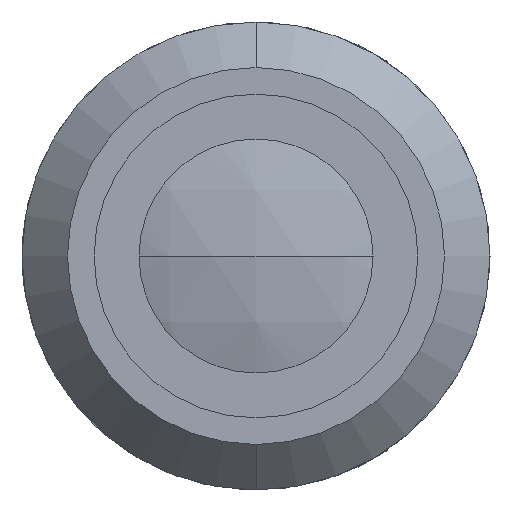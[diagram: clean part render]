
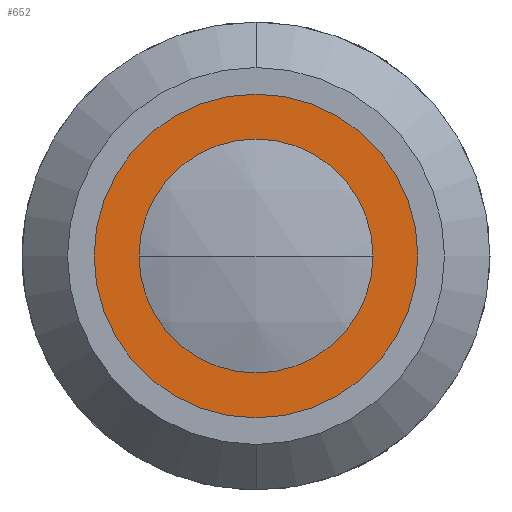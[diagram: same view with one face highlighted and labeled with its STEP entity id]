
A CAD part, left-side view. The second image highlights one B-rep face of the part: STEP entity #652.
In plain terms, the highlighted planar face has unit normal (-1, 0, 0).
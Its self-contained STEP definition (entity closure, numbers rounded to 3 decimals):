
#32 = DIRECTION ( 'NONE',  ( 0., 0., -1. ) ) ;
#34 = ORIENTED_EDGE ( 'NONE', *, *, #319, .F. ) ;
#60 = AXIS2_PLACEMENT_3D ( 'NONE', #3299, #2264, #4364 ) ;
#109 = AXIS2_PLACEMENT_3D ( 'NONE', #3890, #2764, #32 ) ;
#138 = DIRECTION ( 'NONE',  ( -1., 0., 0. ) ) ;
#213 = CARTESIAN_POINT ( 'NONE',  ( 3.5, 0., 0. ) ) ;
#319 = EDGE_CURVE ( 'NONE', #4074, #2473, #1437, .T. ) ;
#333 = DIRECTION ( 'NONE',  ( 0., 0., 1. ) ) ;
#564 = VERTEX_POINT ( 'NONE', #2238 ) ;
#631 = DIRECTION ( 'NONE',  ( 0., 0., 1. ) ) ;
#652 = ADVANCED_FACE ( 'NONE', ( #2137, #2409 ), #1771, .F. ) ;
#788 = EDGE_LOOP ( 'NONE', ( #2316, #34 ) ) ;
#799 = CIRCLE ( 'NONE', #2487, 13.2 ) ;
#825 = CARTESIAN_POINT ( 'NONE',  ( 3.5, 0., 0. ) ) ;
#855 = EDGE_CURVE ( 'NONE', #1577, #564, #799, .T. ) ;
#1263 = EDGE_LOOP ( 'NONE', ( #3925, #2144 ) ) ;
#1437 = CIRCLE ( 'NONE', #2480, 9. ) ;
#1577 = VERTEX_POINT ( 'NONE', #2956 ) ;
#1601 = CIRCLE ( 'NONE', #60, 13.2 ) ;
#1690 = EDGE_CURVE ( 'NONE', #564, #1577, #1601, .T. ) ;
#1771 = PLANE ( 'NONE',  #109 ) ;
#2137 = FACE_BOUND ( 'NONE', #788, .T. ) ;
#2144 = ORIENTED_EDGE ( 'NONE', *, *, #1690, .T. ) ;
#2238 = CARTESIAN_POINT ( 'NONE',  ( 3.5, 0., -13.2 ) ) ;
#2264 = DIRECTION ( 'NONE',  ( -1., 0., 0. ) ) ;
#2316 = ORIENTED_EDGE ( 'NONE', *, *, #3280, .F. ) ;
#2359 = DIRECTION ( 'NONE',  ( 0., 0., 1. ) ) ;
#2409 = FACE_OUTER_BOUND ( 'NONE', #1263, .T. ) ;
#2440 = DIRECTION ( 'NONE',  ( -1., 0., 0. ) ) ;
#2473 = VERTEX_POINT ( 'NONE', #3677 ) ;
#2480 = AXIS2_PLACEMENT_3D ( 'NONE', #825, #138, #631 ) ;
#2487 = AXIS2_PLACEMENT_3D ( 'NONE', #213, #3052, #2359 ) ;
#2764 = DIRECTION ( 'NONE',  ( 1., 0., 0. ) ) ;
#2882 = AXIS2_PLACEMENT_3D ( 'NONE', #4491, #2440, #333 ) ;
#2956 = CARTESIAN_POINT ( 'NONE',  ( 3.5, 0., 13.2 ) ) ;
#3052 = DIRECTION ( 'NONE',  ( -1., 0., 0. ) ) ;
#3098 = CIRCLE ( 'NONE', #2882, 9. ) ;
#3280 = EDGE_CURVE ( 'NONE', #2473, #4074, #3098, .T. ) ;
#3299 = CARTESIAN_POINT ( 'NONE',  ( 3.5, 0., 0. ) ) ;
#3677 = CARTESIAN_POINT ( 'NONE',  ( 3.5, 0., 9. ) ) ;
#3890 = CARTESIAN_POINT ( 'NONE',  ( 3.5, 13.2, 0. ) ) ;
#3925 = ORIENTED_EDGE ( 'NONE', *, *, #855, .T. ) ;
#4074 = VERTEX_POINT ( 'NONE', #4254 ) ;
#4254 = CARTESIAN_POINT ( 'NONE',  ( 3.5, 0., -9. ) ) ;
#4364 = DIRECTION ( 'NONE',  ( 0., 0., 1. ) ) ;
#4491 = CARTESIAN_POINT ( 'NONE',  ( 3.5, 0., 0. ) ) ;
